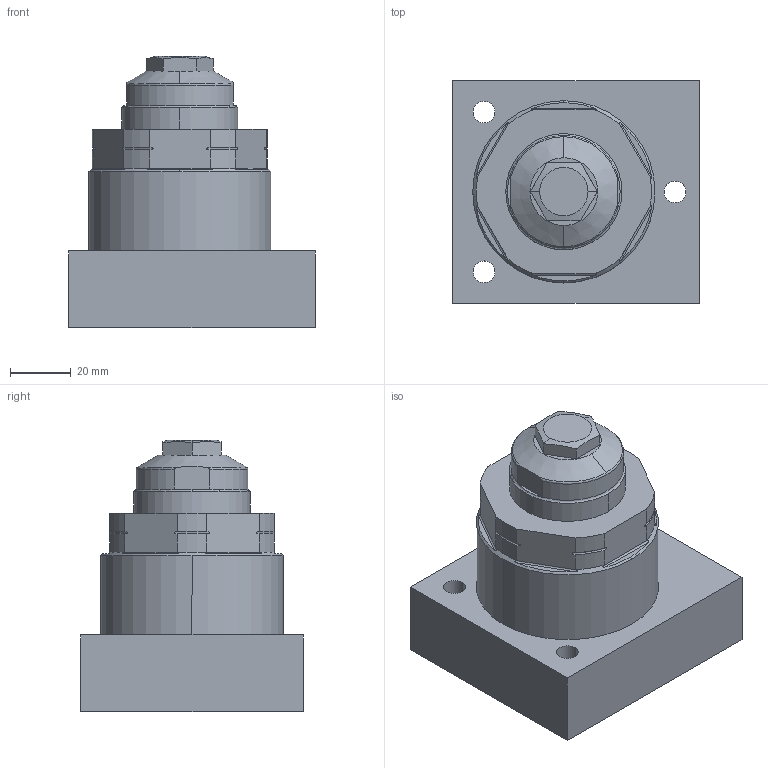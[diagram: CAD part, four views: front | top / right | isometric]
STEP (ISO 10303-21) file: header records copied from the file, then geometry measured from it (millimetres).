
FILE_DESCRIPTION((''),'2;1');
FILE_NAME('ILCM41007005','2012-10-19T',('jdw'),(''),'PRO/ENGINEER BY PARAMETRIC TECHNOLOGY CORPORATION, 2007460','PRO/ENGINEER BY PARAMETRIC TECHNOLOGY CORPORATION, 2007460','');
FILE_SCHEMA(('AUTOMOTIVE_DESIGN_CC2 { 1 2 10303 214 -1 1 5 2 }'));
Length unit declared in the file: millimetre
Products named in the file (1): ILCM41007005
Bounding box: 80.95 x 73.03 x 88.98 mm (x, y, z)
Volume: 271340.3 mm3; surface area: 31810.1 mm2
Topology: 1 solids, 2 shells, 100 faces, 247 edges, 156 vertices
Faces by surface type: cylinder 41, plane 37, torus 14, cone 8
Entity records: 3646 total; most frequent: CARTESIAN_POINT 1097, DIRECTION 512, ORIENTED_EDGE 494, EDGE_CURVE 247, AXIS2_PLACEMENT_3D 205, VERTEX_POINT 156, EDGE_LOOP 113, COLOUR_RGB 106
